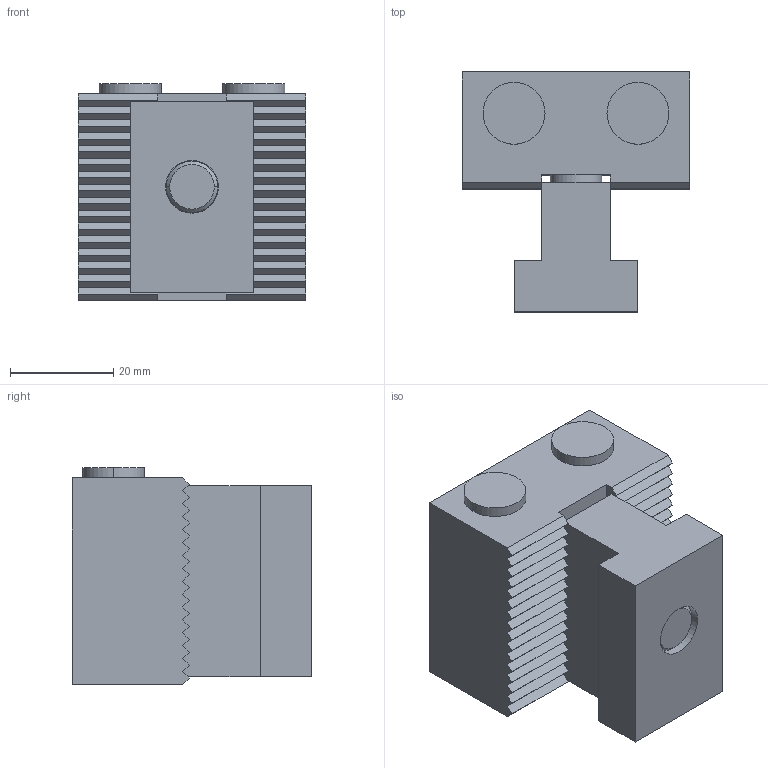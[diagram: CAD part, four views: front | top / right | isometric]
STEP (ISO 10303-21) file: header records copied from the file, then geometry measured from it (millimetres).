
FILE_DESCRIPTION(('STEP AP214'),'1');
FILE_NAME('HALDERV_EH_1586_011.stp','2017-08-30T11:18:15',('TraceParts'),('TraceParts S.A.'),'Spatial InterOp 3D',' ',' ');
FILE_SCHEMA(('automotive_design'));
Length unit declared in the file: millimetre
Products named in the file (5): HALDERV_EH_1586_011_1; HALDERV_EH_1586_011_2; HALDERV_EH_1586_011_3; HALDERV_EH_1586_011_4; HALDERV_EH_1586_011_5
Bounding box: 44 x 46.4 x 42 mm (x, y, z)
Volume: 53749.8 mm3; surface area: 16331.3 mm2
Topology: 5 solids, 5 shells, 115 faces, 305 edges, 203 vertices
Faces by surface type: plane 97, cylinder 14, torus 2, cone 2
Entity records: 4532 total; most frequent: CARTESIAN_POINT 628, ORIENTED_EDGE 610, DIRECTION 582, EDGE_CURVE 305, LINE 268, VECTOR 268, VERTEX_POINT 203, AXIS2_PLACEMENT_3D 157
